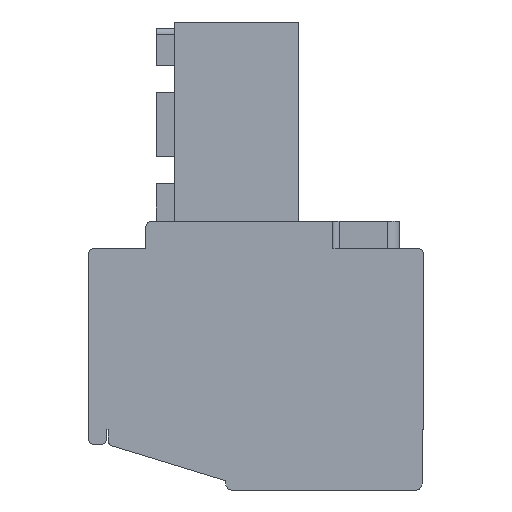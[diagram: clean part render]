
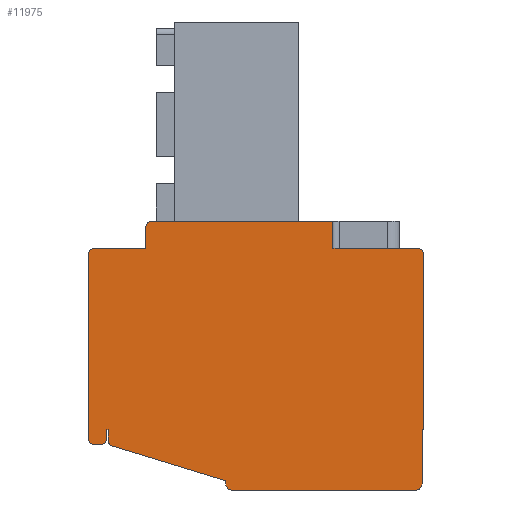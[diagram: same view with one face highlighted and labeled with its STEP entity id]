
A CAD part, left-side view. The second image highlights one B-rep face of the part: STEP entity #11975.
In plain terms, the highlighted planar face has unit normal (-1, 0, 0).
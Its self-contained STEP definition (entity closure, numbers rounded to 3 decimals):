
#72=CARTESIAN_POINT('',(-15.75,2.7,-6.8));
#73=DIRECTION('',(1.,0.,0.));
#74=DIRECTION('',(0.,1.,0.));
#75=AXIS2_PLACEMENT_3D('',#72,#73,#74);
#77=DIRECTION('',(0.,-1.,0.));
#78=VECTOR('',#77,6.);
#79=CARTESIAN_POINT('',(-15.75,2.7,-6.6));
#80=LINE('',#79,#78);
#81=DIRECTION('',(0.,0.,-1.));
#82=VECTOR('',#81,0.9);
#83=CARTESIAN_POINT('',(-15.75,-3.3,-6.6));
#84=LINE('',#83,#82);
#85=DIRECTION('',(0.,-1.,0.));
#86=VECTOR('',#85,2.8);
#87=CARTESIAN_POINT('',(-15.75,-3.3,-7.5));
#88=LINE('',#87,#86);
#89=CARTESIAN_POINT('',(-15.75,-6.1,-7.7));
#90=DIRECTION('',(1.,0.,0.));
#91=DIRECTION('',(0.,0.,1.));
#92=AXIS2_PLACEMENT_3D('',#89,#90,#91);
#94=DIRECTION('',(0.,0.,-1.));
#95=VECTOR('',#94,5.8);
#96=CARTESIAN_POINT('',(-15.75,-6.3,-7.7));
#97=LINE('',#96,#95);
#98=DIRECTION('',(0.,1.,0.));
#99=VECTOR('',#98,0.05);
#100=CARTESIAN_POINT('',(-15.75,-6.3,-13.5));
#101=LINE('',#100,#99);
#102=DIRECTION('',(0.,0.,-1.));
#103=VECTOR('',#102,1.8);
#104=CARTESIAN_POINT('',(-15.75,-6.25,-13.5));
#105=LINE('',#104,#103);
#106=CARTESIAN_POINT('',(-15.75,-6.05,-15.3));
#107=DIRECTION('',(1.,0.,0.));
#108=DIRECTION('',(0.,-1.,0.));
#109=AXIS2_PLACEMENT_3D('',#106,#107,#108);
#111=DIRECTION('',(0.,1.,0.));
#112=VECTOR('',#111,6.1);
#113=CARTESIAN_POINT('',(-15.75,-6.05,-15.5));
#114=LINE('',#113,#112);
#115=CARTESIAN_POINT('',(-15.75,0.05,-15.3));
#116=DIRECTION('',(1.,0.,0.));
#117=DIRECTION('',(0.,0.,-1.));
#118=AXIS2_PLACEMENT_3D('',#115,#116,#117);
#120=DIRECTION('',(0.,0.,1.));
#121=VECTOR('',#120,0.108);
#122=CARTESIAN_POINT('',(-15.75,0.25,-15.3));
#123=LINE('',#122,#121);
#124=DIRECTION('',(0.,0.956,0.292));
#125=VECTOR('',#124,3.93);
#126=CARTESIAN_POINT('',(-15.75,0.25,-15.192));
#127=LINE('',#126,#125);
#128=CARTESIAN_POINT('',(-15.75,3.95,-13.852));
#129=DIRECTION('',(1.,0.,0.));
#130=DIRECTION('',(0.,0.292,-0.956));
#131=AXIS2_PLACEMENT_3D('',#128,#129,#130);
#133=DIRECTION('',(0.,0.,1.));
#134=VECTOR('',#133,0.352);
#135=CARTESIAN_POINT('',(-15.75,4.15,-13.852));
#136=LINE('',#135,#134);
#137=DIRECTION('',(0.,1.,0.));
#138=VECTOR('',#137,0.05);
#139=CARTESIAN_POINT('',(-15.75,4.15,-13.5));
#140=LINE('',#139,#138);
#141=DIRECTION('',(0.,0.,-1.));
#142=VECTOR('',#141,0.3);
#143=CARTESIAN_POINT('',(-15.75,4.2,-13.5));
#144=LINE('',#143,#142);
#145=CARTESIAN_POINT('',(-15.75,4.4,-13.8));
#146=DIRECTION('',(1.,0.,0.));
#147=DIRECTION('',(0.,-1.,0.));
#148=AXIS2_PLACEMENT_3D('',#145,#146,#147);
#150=DIRECTION('',(0.,1.,0.));
#151=VECTOR('',#150,0.2);
#152=CARTESIAN_POINT('',(-15.75,4.4,-14.));
#153=LINE('',#152,#151);
#154=CARTESIAN_POINT('',(-15.75,4.6,-13.8));
#155=DIRECTION('',(1.,0.,0.));
#156=DIRECTION('',(0.,0.,-1.));
#157=AXIS2_PLACEMENT_3D('',#154,#155,#156);
#163=CARTESIAN_POINT('',(-15.75,4.6,-7.7));
#164=DIRECTION('',(-1.,0.,0.));
#165=DIRECTION('',(0.,0.,1.));
#166=AXIS2_PLACEMENT_3D('',#163,#164,#165);
#177=DIRECTION('',(0.,1.,0.));
#178=VECTOR('',#177,1.7);
#179=CARTESIAN_POINT('',(-15.75,2.9,-7.5));
#180=LINE('',#179,#178);
#332=DIRECTION('',(0.,0.,-1.));
#333=VECTOR('',#332,6.1);
#334=CARTESIAN_POINT('',(-15.75,4.8,-7.7));
#335=LINE('',#334,#333);
#5598=DIRECTION('',(0.,0.,-1.));
#5599=VECTOR('',#5598,0.7);
#5600=CARTESIAN_POINT('',(-15.75,2.9,-6.8));
#5601=LINE('',#5600,#5599);
#9536=CARTESIAN_POINT('',(-15.75,-6.3,-13.5));
#9537=CARTESIAN_POINT('',(-15.75,-6.25,-13.5));
#9538=VERTEX_POINT('',#9536);
#9539=VERTEX_POINT('',#9537);
#9540=CARTESIAN_POINT('',(-15.75,4.2,-13.5));
#9541=CARTESIAN_POINT('',(-15.75,4.2,-13.8));
#9542=VERTEX_POINT('',#9540);
#9543=VERTEX_POINT('',#9541);
#9544=CARTESIAN_POINT('',(-15.75,4.4,-14.));
#9545=CARTESIAN_POINT('',(-15.75,4.6,-14.));
#9546=VERTEX_POINT('',#9544);
#9547=VERTEX_POINT('',#9545);
#9548=CARTESIAN_POINT('',(-15.75,2.7,-6.6));
#9549=CARTESIAN_POINT('',(-15.75,-3.3,-6.6));
#9550=VERTEX_POINT('',#9548);
#9551=VERTEX_POINT('',#9549);
#9552=CARTESIAN_POINT('',(-15.75,-3.3,-7.5));
#9553=VERTEX_POINT('',#9552);
#9554=CARTESIAN_POINT('',(-15.75,-6.1,-7.5));
#9555=VERTEX_POINT('',#9554);
#9556=CARTESIAN_POINT('',(-15.75,-6.3,-7.7));
#9557=VERTEX_POINT('',#9556);
#9580=CARTESIAN_POINT('',(-15.75,4.8,-13.8));
#9581=VERTEX_POINT('',#9580);
#9582=CARTESIAN_POINT('',(-15.75,-6.25,-15.3));
#9583=VERTEX_POINT('',#9582);
#9584=CARTESIAN_POINT('',(-15.75,-6.05,-15.5));
#9585=VERTEX_POINT('',#9584);
#9586=CARTESIAN_POINT('',(-15.75,0.05,-15.5));
#9587=VERTEX_POINT('',#9586);
#9588=CARTESIAN_POINT('',(-15.75,0.25,-15.3));
#9589=VERTEX_POINT('',#9588);
#9590=CARTESIAN_POINT('',(-15.75,0.25,-15.192));
#9591=VERTEX_POINT('',#9590);
#9592=CARTESIAN_POINT('',(-15.75,4.008,-14.043));
#9593=VERTEX_POINT('',#9592);
#9594=CARTESIAN_POINT('',(-15.75,4.15,-13.852));
#9595=VERTEX_POINT('',#9594);
#9596=CARTESIAN_POINT('',(-15.75,4.15,-13.5));
#9597=VERTEX_POINT('',#9596);
#9616=CARTESIAN_POINT('',(-15.75,2.9,-6.8));
#9617=VERTEX_POINT('',#9616);
#9866=CARTESIAN_POINT('',(-15.75,2.9,-7.5));
#9868=VERTEX_POINT('',#9866);
#9888=CARTESIAN_POINT('',(-15.75,4.6,-7.5));
#9890=VERTEX_POINT('',#9888);
#9892=CARTESIAN_POINT('',(-15.75,4.8,-7.7));
#9893=VERTEX_POINT('',#9892);
#11920=CARTESIAN_POINT('',(-15.75,0.,0.));
#11921=DIRECTION('',(1.,0.,0.));
#11922=DIRECTION('',(0.,0.,-1.));
#11923=AXIS2_PLACEMENT_3D('',#11920,#11921,#11922);
#11924=PLANE('',#11923);
#11926=ORIENTED_EDGE('',*,*,#11925,.F.);
#11928=ORIENTED_EDGE('',*,*,#11927,.F.);
#11930=ORIENTED_EDGE('',*,*,#11929,.F.);
#11932=ORIENTED_EDGE('',*,*,#11931,.T.);
#11934=ORIENTED_EDGE('',*,*,#11933,.T.);
#11936=ORIENTED_EDGE('',*,*,#11935,.T.);
#11938=ORIENTED_EDGE('',*,*,#11937,.T.);
#11940=ORIENTED_EDGE('',*,*,#11939,.T.);
#11942=ORIENTED_EDGE('',*,*,#11941,.T.);
#11944=ORIENTED_EDGE('',*,*,#11943,.T.);
#11946=ORIENTED_EDGE('',*,*,#11945,.T.);
#11948=ORIENTED_EDGE('',*,*,#11947,.T.);
#11950=ORIENTED_EDGE('',*,*,#11949,.T.);
#11952=ORIENTED_EDGE('',*,*,#11951,.T.);
#11954=ORIENTED_EDGE('',*,*,#11953,.T.);
#11956=ORIENTED_EDGE('',*,*,#11955,.T.);
#11958=ORIENTED_EDGE('',*,*,#11957,.T.);
#11960=ORIENTED_EDGE('',*,*,#11959,.T.);
#11962=ORIENTED_EDGE('',*,*,#11961,.T.);
#11964=ORIENTED_EDGE('',*,*,#11963,.T.);
#11966=ORIENTED_EDGE('',*,*,#11965,.T.);
#11968=ORIENTED_EDGE('',*,*,#11967,.T.);
#11970=ORIENTED_EDGE('',*,*,#11969,.T.);
#11972=ORIENTED_EDGE('',*,*,#11971,.F.);
#11973=EDGE_LOOP('',(#11926,#11928,#11930,#11932,#11934,#11936,#11938,#11940,
#11942,#11944,#11946,#11948,#11950,#11952,#11954,#11956,#11958,#11960,#11962,
#11964,#11966,#11968,#11970,#11972));
#11974=FACE_OUTER_BOUND('',#11973,.F.);
#11975=ADVANCED_FACE('',(#11974),#11924,.F.);
#76=CIRCLE('',#75,0.2);
#93=CIRCLE('',#92,0.2);
#110=CIRCLE('',#109,0.2);
#119=CIRCLE('',#118,0.2);
#132=CIRCLE('',#131,0.2);
#149=CIRCLE('',#148,0.2);
#158=CIRCLE('',#157,0.2);
#167=CIRCLE('',#166,0.2);
#11925=EDGE_CURVE('',#9890,#9893,#167,.T.);
#11927=EDGE_CURVE('',#9868,#9890,#180,.T.);
#11929=EDGE_CURVE('',#9617,#9868,#5601,.T.);
#11931=EDGE_CURVE('',#9617,#9550,#76,.T.);
#11933=EDGE_CURVE('',#9550,#9551,#80,.T.);
#11935=EDGE_CURVE('',#9551,#9553,#84,.T.);
#11937=EDGE_CURVE('',#9553,#9555,#88,.T.);
#11939=EDGE_CURVE('',#9555,#9557,#93,.T.);
#11941=EDGE_CURVE('',#9557,#9538,#97,.T.);
#11943=EDGE_CURVE('',#9538,#9539,#101,.T.);
#11945=EDGE_CURVE('',#9539,#9583,#105,.T.);
#11947=EDGE_CURVE('',#9583,#9585,#110,.T.);
#11949=EDGE_CURVE('',#9585,#9587,#114,.T.);
#11951=EDGE_CURVE('',#9587,#9589,#119,.T.);
#11953=EDGE_CURVE('',#9589,#9591,#123,.T.);
#11955=EDGE_CURVE('',#9591,#9593,#127,.T.);
#11957=EDGE_CURVE('',#9593,#9595,#132,.T.);
#11959=EDGE_CURVE('',#9595,#9597,#136,.T.);
#11961=EDGE_CURVE('',#9597,#9542,#140,.T.);
#11963=EDGE_CURVE('',#9542,#9543,#144,.T.);
#11965=EDGE_CURVE('',#9543,#9546,#149,.T.);
#11967=EDGE_CURVE('',#9546,#9547,#153,.T.);
#11969=EDGE_CURVE('',#9547,#9581,#158,.T.);
#11971=EDGE_CURVE('',#9893,#9581,#335,.T.);
